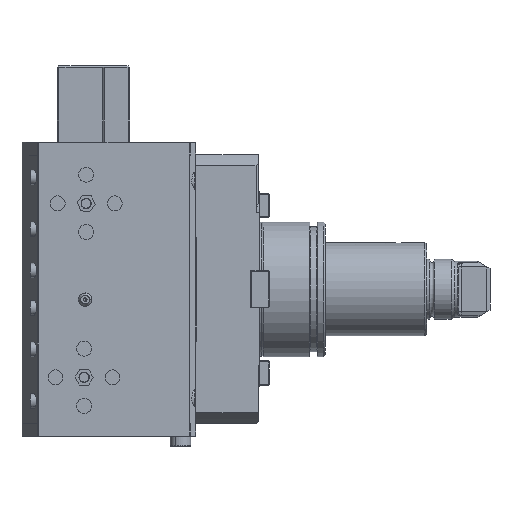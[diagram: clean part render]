
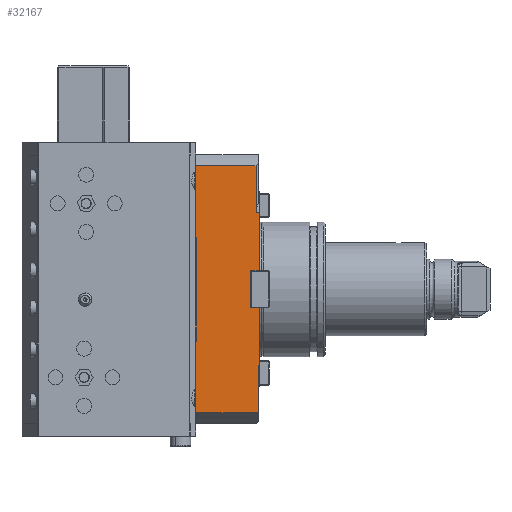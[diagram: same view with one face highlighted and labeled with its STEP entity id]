
A CAD part, left-side view. The second image highlights one B-rep face of the part: STEP entity #32167.
In plain terms, the highlighted planar face has unit normal (-1, 0, 0).
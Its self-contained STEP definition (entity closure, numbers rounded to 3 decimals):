
#307 = CARTESIAN_POINT ( 'NONE',  ( -47., 30.3, 25. ) ) ;
#1267 = CARTESIAN_POINT ( 'NONE',  ( -47., 1.5, 37. ) ) ;
#1393 = LINE ( 'NONE', #22444, #4002 ) ;
#1681 = CARTESIAN_POINT ( 'NONE',  ( -47., 1.5, 65. ) ) ;
#1731 = LINE ( 'NONE', #37172, #30484 ) ;
#2586 = LINE ( 'NONE', #35112, #14549 ) ;
#3000 = PLANE ( 'NONE',  #16598 ) ;
#3057 = DIRECTION ( 'NONE',  ( 0., 0., -1. ) ) ;
#3512 = CARTESIAN_POINT ( 'NONE',  ( -47., 0., -9. ) ) ;
#3678 = LINE ( 'NONE', #10292, #15410 ) ;
#3831 = CARTESIAN_POINT ( 'NONE',  ( -47., 4., -9. ) ) ;
#3995 = LINE ( 'NONE', #30098, #30572 ) ;
#4002 = VECTOR ( 'NONE', #16464, 1000. ) ;
#4596 = LINE ( 'NONE', #1681, #23577 ) ;
#5097 = CARTESIAN_POINT ( 'NONE',  ( -47., 0.5, 37. ) ) ;
#5290 = CARTESIAN_POINT ( 'NONE',  ( -47., 0.5, -37. ) ) ;
#5601 = CARTESIAN_POINT ( 'NONE',  ( -47., -81., -59.724 ) ) ;
#6687 = DIRECTION ( 'NONE',  ( 0., 1., 0. ) ) ;
#7190 = VERTEX_POINT ( 'NONE', #8504 ) ;
#7452 = VERTEX_POINT ( 'NONE', #3512 ) ;
#7867 = VECTOR ( 'NONE', #10261, 1000. ) ;
#8226 = CARTESIAN_POINT ( 'NONE',  ( -47., 30.5, 25. ) ) ;
#8337 = LINE ( 'NONE', #5601, #36292 ) ;
#8504 = CARTESIAN_POINT ( 'NONE',  ( -47., 0., 9. ) ) ;
#8708 = CARTESIAN_POINT ( 'NONE',  ( -47., 30.5, -110.801 ) ) ;
#9537 = DIRECTION ( 'NONE',  ( 0., -1., 0. ) ) ;
#10066 = EDGE_CURVE ( 'NONE', #7452, #19552, #3995, .T. ) ;
#10261 = DIRECTION ( 'NONE',  ( 0., 1., 0. ) ) ;
#10292 = CARTESIAN_POINT ( 'NONE',  ( -47., 4., 9. ) ) ;
#10338 = CARTESIAN_POINT ( 'NONE',  ( -47., 30.5, -59.724 ) ) ;
#10524 = VERTEX_POINT ( 'NONE', #17784 ) ;
#10571 = LINE ( 'NONE', #5097, #25799 ) ;
#10689 = DIRECTION ( 'NONE',  ( 0., 0., -1. ) ) ;
#11249 = DIRECTION ( 'NONE',  ( 0., 1., 0. ) ) ;
#11364 = DIRECTION ( 'NONE',  ( 1., 0., 0. ) ) ;
#11397 = EDGE_LOOP ( 'NONE', ( #20888, #26672, #18116, #30175, #34488, #16929, #31414, #24559, #26722, #13222, #19225, #28759, #33207, #14575, #16944, #27592 ) ) ;
#11518 = CARTESIAN_POINT ( 'NONE',  ( -47., 30.3, -25. ) ) ;
#11939 = FACE_OUTER_BOUND ( 'NONE', #11397, .T. ) ;
#12548 = VECTOR ( 'NONE', #33597, 1000. ) ;
#12671 = CARTESIAN_POINT ( 'NONE',  ( -47., 30.3, 25. ) ) ;
#13093 = CARTESIAN_POINT ( 'NONE',  ( -47., 30.3, -110.801 ) ) ;
#13151 = LINE ( 'NONE', #24495, #7867 ) ;
#13222 = ORIENTED_EDGE ( 'NONE', *, *, #30889, .T. ) ;
#13715 = EDGE_CURVE ( 'NONE', #26791, #22852, #33459, .T. ) ;
#13988 = VERTEX_POINT ( 'NONE', #28302 ) ;
#14242 = CARTESIAN_POINT ( 'NONE',  ( -47., -81., -110.801 ) ) ;
#14283 = CARTESIAN_POINT ( 'NONE',  ( -47., 0., -37. ) ) ;
#14549 = VECTOR ( 'NONE', #28498, 1000. ) ;
#14575 = ORIENTED_EDGE ( 'NONE', *, *, #23646, .T. ) ;
#14895 = VECTOR ( 'NONE', #23902, 1000. ) ;
#15410 = VECTOR ( 'NONE', #22206, 1000. ) ;
#15865 = VERTEX_POINT ( 'NONE', #11518 ) ;
#16369 = CARTESIAN_POINT ( 'NONE',  ( -47., 4., 9. ) ) ;
#16464 = DIRECTION ( 'NONE',  ( 0., 0., -1. ) ) ;
#16584 = VERTEX_POINT ( 'NONE', #26155 ) ;
#16598 = AXIS2_PLACEMENT_3D ( 'NONE', #14242, #11364, #23659 ) ;
#16929 = ORIENTED_EDGE ( 'NONE', *, *, #33884, .F. ) ;
#16944 = ORIENTED_EDGE ( 'NONE', *, *, #10066, .F. ) ;
#17532 = VERTEX_POINT ( 'NONE', #29200 ) ;
#17784 = CARTESIAN_POINT ( 'NONE',  ( -47., 0.5, -59.724 ) ) ;
#17788 = EDGE_CURVE ( 'NONE', #37569, #28609, #4596, .T. ) ;
#18116 = ORIENTED_EDGE ( 'NONE', *, *, #33565, .F. ) ;
#18390 = EDGE_CURVE ( 'NONE', #16584, #28755, #1731, .T. ) ;
#18903 = CARTESIAN_POINT ( 'NONE',  ( -47., 4., -9. ) ) ;
#19225 = ORIENTED_EDGE ( 'NONE', *, *, #20328, .T. ) ;
#19234 = DIRECTION ( 'NONE',  ( 0., -1., 0. ) ) ;
#19552 = VERTEX_POINT ( 'NONE', #14283 ) ;
#19716 = CARTESIAN_POINT ( 'NONE',  ( -47., 0.5, -37. ) ) ;
#19794 = LINE ( 'NONE', #5290, #33144 ) ;
#20328 = EDGE_CURVE ( 'NONE', #17532, #33491, #22948, .T. ) ;
#20396 = EDGE_CURVE ( 'NONE', #37176, #10524, #29357, .T. ) ;
#20888 = ORIENTED_EDGE ( 'NONE', *, *, #13715, .F. ) ;
#21287 = VECTOR ( 'NONE', #9537, 1000. ) ;
#21455 = LINE ( 'NONE', #36011, #21287 ) ;
#21556 = LINE ( 'NONE', #13093, #12548 ) ;
#21940 = DIRECTION ( 'NONE',  ( 0., 0., -1. ) ) ;
#22206 = DIRECTION ( 'NONE',  ( 0., -1., 0. ) ) ;
#22444 = CARTESIAN_POINT ( 'NONE',  ( -47., 0., 125. ) ) ;
#22852 = VERTEX_POINT ( 'NONE', #18903 ) ;
#22948 = LINE ( 'NONE', #8708, #38129 ) ;
#23421 = EDGE_CURVE ( 'NONE', #34392, #28755, #26772, .T. ) ;
#23577 = VECTOR ( 'NONE', #31300, 1000. ) ;
#23646 = EDGE_CURVE ( 'NONE', #37176, #19552, #19794, .T. ) ;
#23659 = DIRECTION ( 'NONE',  ( 0., 0., -1. ) ) ;
#23818 = VECTOR ( 'NONE', #6687, 1000. ) ;
#23900 = CARTESIAN_POINT ( 'NONE',  ( -47., 1.5, 59.724 ) ) ;
#23902 = DIRECTION ( 'NONE',  ( 0., 0., -1. ) ) ;
#24495 = CARTESIAN_POINT ( 'NONE',  ( -47., 30.3, -25. ) ) ;
#24559 = ORIENTED_EDGE ( 'NONE', *, *, #23421, .F. ) ;
#25740 = VECTOR ( 'NONE', #28961, 1000. ) ;
#25799 = VECTOR ( 'NONE', #19234, 1000. ) ;
#26155 = CARTESIAN_POINT ( 'NONE',  ( -47., 30.5, 59.724 ) ) ;
#26195 = EDGE_CURVE ( 'NONE', #26791, #7190, #3678, .T. ) ;
#26672 = ORIENTED_EDGE ( 'NONE', *, *, #26195, .T. ) ;
#26722 = ORIENTED_EDGE ( 'NONE', *, *, #35624, .F. ) ;
#26772 = LINE ( 'NONE', #307, #23818 ) ;
#26791 = VERTEX_POINT ( 'NONE', #16369 ) ;
#27592 = ORIENTED_EDGE ( 'NONE', *, *, #29128, .F. ) ;
#28302 = CARTESIAN_POINT ( 'NONE',  ( -47., 0., 37. ) ) ;
#28498 = DIRECTION ( 'NONE',  ( 0., -1., 0. ) ) ;
#28609 = VERTEX_POINT ( 'NONE', #23900 ) ;
#28755 = VERTEX_POINT ( 'NONE', #8226 ) ;
#28759 = ORIENTED_EDGE ( 'NONE', *, *, #30657, .F. ) ;
#28961 = DIRECTION ( 'NONE',  ( 0., 0., -1. ) ) ;
#29128 = EDGE_CURVE ( 'NONE', #22852, #7452, #2586, .T. ) ;
#29200 = CARTESIAN_POINT ( 'NONE',  ( -47., 30.5, -25. ) ) ;
#29357 = LINE ( 'NONE', #32294, #25740 ) ;
#30098 = CARTESIAN_POINT ( 'NONE',  ( -47., 0., 125. ) ) ;
#30175 = ORIENTED_EDGE ( 'NONE', *, *, #33228, .F. ) ;
#30484 = VECTOR ( 'NONE', #10689, 1000. ) ;
#30572 = VECTOR ( 'NONE', #21940, 1000. ) ;
#30657 = EDGE_CURVE ( 'NONE', #10524, #33491, #8337, .T. ) ;
#30889 = EDGE_CURVE ( 'NONE', #15865, #17532, #13151, .T. ) ;
#31300 = DIRECTION ( 'NONE',  ( 0., 0., 1. ) ) ;
#31414 = ORIENTED_EDGE ( 'NONE', *, *, #18390, .T. ) ;
#32167 = ADVANCED_FACE ( 'Defeature completata2_44', ( #11939 ), #3000, .F. ) ;
#32294 = CARTESIAN_POINT ( 'NONE',  ( -47., 0.5, -110.801 ) ) ;
#33144 = VECTOR ( 'NONE', #34919, 1000. ) ;
#33207 = ORIENTED_EDGE ( 'NONE', *, *, #20396, .F. ) ;
#33228 = EDGE_CURVE ( 'NONE', #37569, #13988, #10571, .T. ) ;
#33459 = LINE ( 'NONE', #3831, #14895 ) ;
#33491 = VERTEX_POINT ( 'NONE', #10338 ) ;
#33565 = EDGE_CURVE ( 'NONE', #13988, #7190, #1393, .T. ) ;
#33597 = DIRECTION ( 'NONE',  ( 0., 0., 1. ) ) ;
#33884 = EDGE_CURVE ( 'NONE', #16584, #28609, #21455, .T. ) ;
#34392 = VERTEX_POINT ( 'NONE', #12671 ) ;
#34488 = ORIENTED_EDGE ( 'NONE', *, *, #17788, .T. ) ;
#34919 = DIRECTION ( 'NONE',  ( 0., -1., 0. ) ) ;
#35112 = CARTESIAN_POINT ( 'NONE',  ( -47., 4., -9. ) ) ;
#35624 = EDGE_CURVE ( 'NONE', #15865, #34392, #21556, .T. ) ;
#36011 = CARTESIAN_POINT ( 'NONE',  ( -47., -81., 59.724 ) ) ;
#36292 = VECTOR ( 'NONE', #11249, 1000. ) ;
#37172 = CARTESIAN_POINT ( 'NONE',  ( -47., 30.5, -110.801 ) ) ;
#37176 = VERTEX_POINT ( 'NONE', #19716 ) ;
#37569 = VERTEX_POINT ( 'NONE', #1267 ) ;
#38129 = VECTOR ( 'NONE', #3057, 1000. ) ;
